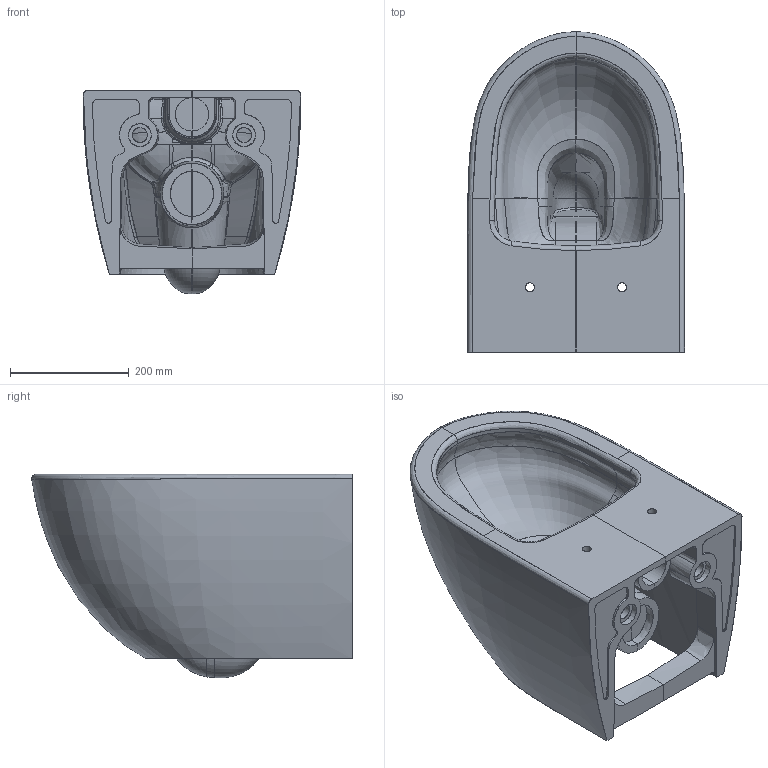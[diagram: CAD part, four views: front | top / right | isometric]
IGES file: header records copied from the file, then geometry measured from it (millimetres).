
Global section: file name: 50H7748.igs; native system: NX V7.5; preprocessor: SIEMENS PLM Software NX 7.5; date: 20141027.173029; units: millimetre
Bounding box: 365.2 x 539.32 x 342.4 mm (x, y, z)
Surface area: 1163749.5 mm2 (no closed solid volume)
Topology: 0 solids, 0 shells, 316 faces, 2608 edges, 2604 vertices
Faces by surface type: bspline 290, offset 26
